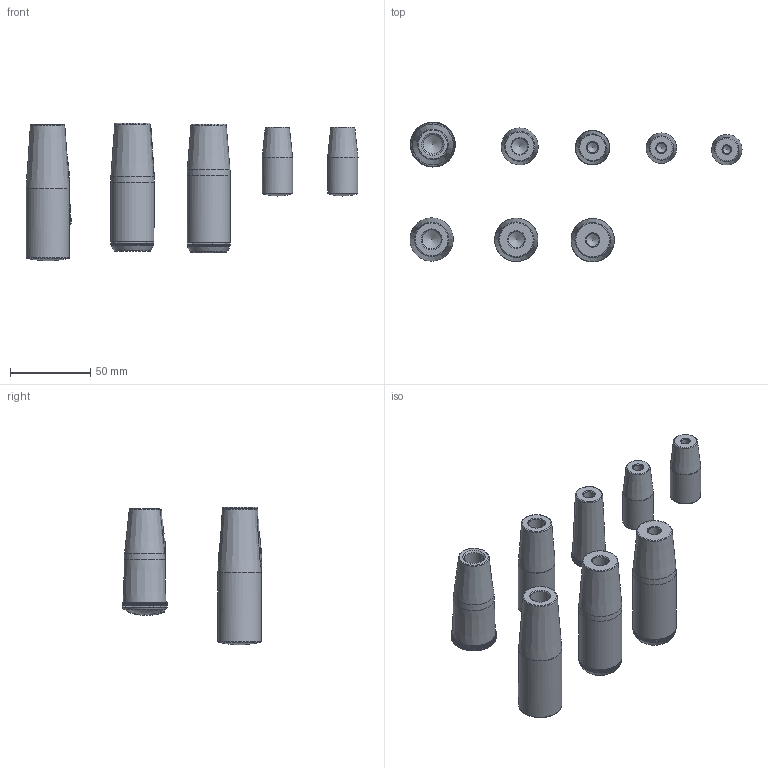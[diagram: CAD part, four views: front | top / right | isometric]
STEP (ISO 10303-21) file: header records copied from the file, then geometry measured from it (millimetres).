
FILE_DESCRIPTION(/* description */ (''),/* implementation_level */ '2;1');
FILE_NAME(/* name */ 'XOG_M.stp',/* time_stamp */ '2025-07-30T14:00:55+09:00',/* author */ ('user'),/* organization */ (''),/* preprocessor_version */ 'ST-DEVELOPER v15.6',/* originating_system */ 'Autodesk Inventor 2015',/* authorisation */ '');
FILE_SCHEMA (('AUTOMOTIVE_DESIGN { 1 0 10303 214 3 1 1 }'));
Length unit declared in the file: millimetre
Products named in the file (9): XOG5-43; XOG6-43; XOG8-51; XOG10-66; XOG10-80; XOG12-66; XOG12-85; XOG8-80; XOG_M
Bounding box: 207.21 x 87.18 x 85.75 mm (x, y, z)
Volume: 209655.9 mm3; surface area: 46871.7 mm2
Topology: 8 solids, 8 shells, 2106 faces, 5407 edges, 3424 vertices
Faces by surface type: plane 924, cylinder 685, sphere 442, cone 26, torus 16, bspline 13
Full cylindrical faces by diameter (mm): 5 x1, 6 x1, 6.647 x1, 8 x1, 10 x2, 12 x2, 19 x2, 23 x1, 27 x3
Entity records: 71090 total; most frequent: CARTESIAN_POINT 19315, DIRECTION 11304, ORIENTED_EDGE 10664, EDGE_CURVE 5332, AXIS2_PLACEMENT_3D 4529, VERTEX_POINT 3410, CIRCLE 2419, EDGE_LOOP 2274
